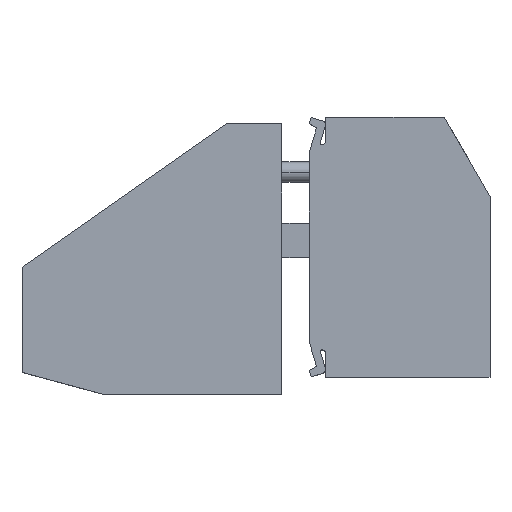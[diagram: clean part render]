
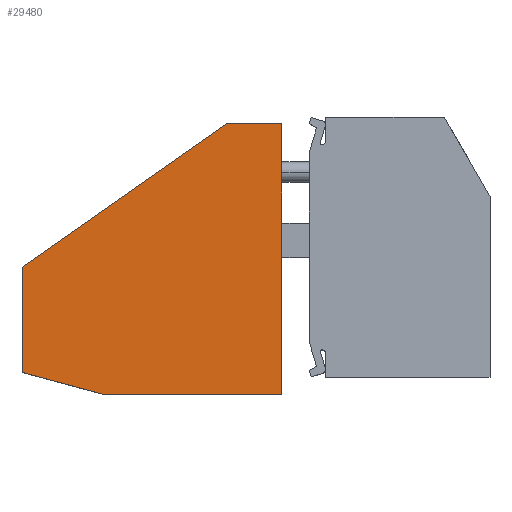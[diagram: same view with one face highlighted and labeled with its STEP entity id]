
A CAD part, top view. The second image highlights one B-rep face of the part: STEP entity #29480.
In plain terms, the highlighted planar face has unit normal (0, 0, 1).
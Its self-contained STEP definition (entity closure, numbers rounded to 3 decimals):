
#28350=CARTESIAN_POINT('',(202.182,93.775,0.));
#28360=VERTEX_POINT('',#28350);
#28440=CARTESIAN_POINT('',(202.182,54.073,0.));
#28450=VERTEX_POINT('',#28440);
#28480=CARTESIAN_POINT('',(202.182,0.,0.));
#28490=DIRECTION('',(0.,-1.,0.));
#28500=VECTOR('',#28490,1.);
#28510=LINE('',#28480,#28500);
#28520=EDGE_CURVE('',#28360,#28450,#28510,.T.);
#29020=CARTESIAN_POINT('',(-3.025,0.,0.));
#29030=DIRECTION('',(0.,0.,1.));
#29040=DIRECTION('',(1.,0.,0.));
#29050=AXIS2_PLACEMENT_3D('',#29020,#29030,#29040);
#29060=PLANE('',#29050);
#29070=ORIENTED_EDGE('',*,*,#28520,.F.);
#29080=CARTESIAN_POINT('',(0.,54.073,0.));
#29090=DIRECTION('',(-1.,0.,0.));
#29100=VECTOR('',#29090,1.);
#29110=LINE('',#29080,#29100);
#29120=CARTESIAN_POINT('',(176.223,54.073,0.));
#29130=VERTEX_POINT('',#29120);
#29140=EDGE_CURVE('',#28450,#29130,#29110,.T.);
#29150=ORIENTED_EDGE('',*,*,#29140,.F.);
#29160=CARTESIAN_POINT('',(0.,101.292,0.));
#29170=DIRECTION('',(-0.966,0.259,0.));
#29180=VECTOR('',#29170,1.);
#29190=LINE('',#29160,#29180);
#29200=CARTESIAN_POINT('',(164.082,57.326,0.));
#29210=VERTEX_POINT('',#29200);
#29220=EDGE_CURVE('',#29130,#29210,#29190,.T.);
#29230=ORIENTED_EDGE('',*,*,#29220,.F.);
#29240=CARTESIAN_POINT('',(164.082,0.,0.));
#29250=DIRECTION('',(0.,1.,0.));
#29260=VECTOR('',#29250,1.);
#29270=LINE('',#29240,#29260);
#29280=CARTESIAN_POINT('',(164.082,72.773,0.));
#29290=VERTEX_POINT('',#29280);
#29300=EDGE_CURVE('',#29210,#29290,#29270,.T.);
#29310=ORIENTED_EDGE('',*,*,#29300,.F.);
#29320=CARTESIAN_POINT('',(0.,-42.118,0.));
#29330=DIRECTION('',(0.819,0.574,0.));
#29340=VECTOR('',#29330,1.);
#29350=LINE('',#29320,#29340);
#29360=CARTESIAN_POINT('',(194.076,93.775,0.));
#29370=VERTEX_POINT('',#29360);
#29380=EDGE_CURVE('',#29290,#29370,#29350,.T.);
#29390=ORIENTED_EDGE('',*,*,#29380,.F.);
#29400=CARTESIAN_POINT('',(0.,93.775,0.));
#29410=DIRECTION('',(1.,0.,0.));
#29420=VECTOR('',#29410,1.);
#29430=LINE('',#29400,#29420);
#29440=EDGE_CURVE('',#29370,#28360,#29430,.T.);
#29450=ORIENTED_EDGE('',*,*,#29440,.F.);
#29460=EDGE_LOOP('',(#29450,#29390,#29310,#29230,#29150,#29070));
#29470=FACE_OUTER_BOUND('',#29460,.T.);
#29480=ADVANCED_FACE('',(#29470),#29060,.T.);
